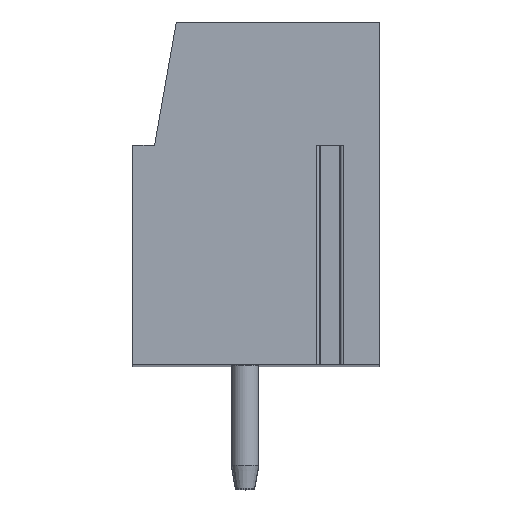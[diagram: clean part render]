
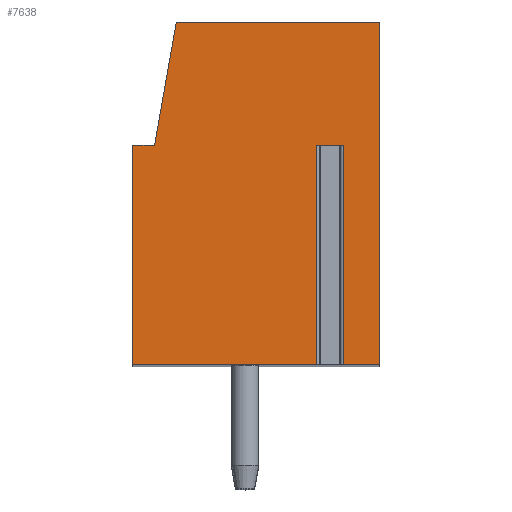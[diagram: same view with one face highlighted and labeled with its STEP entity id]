
A CAD part, top view. The second image highlights one B-rep face of the part: STEP entity #7638.
In plain terms, the highlighted planar face has unit normal (0, 0, 1).
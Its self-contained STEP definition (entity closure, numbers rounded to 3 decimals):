
#20=DIRECTION('',(-1.,0.,0.));
#21=VECTOR('',#20,0.958);
#22=CARTESIAN_POINT('',(3.179,1.75,32.5));
#23=LINE('',#22,#21);
#24=DIRECTION('',(0.,-1.,0.));
#25=VECTOR('',#24,8.);
#26=CARTESIAN_POINT('',(2.221,1.75,32.5));
#27=LINE('',#26,#25);
#28=DIRECTION('',(1.,0.,0.));
#29=VECTOR('',#28,6.721);
#30=CARTESIAN_POINT('',(-4.5,-6.25,32.5));
#31=LINE('',#30,#29);
#32=DIRECTION('',(0.,-1.,0.));
#33=VECTOR('',#32,8.);
#34=CARTESIAN_POINT('',(-4.5,1.75,32.5));
#35=LINE('',#34,#33);
#36=DIRECTION('',(-1.,0.,0.));
#37=VECTOR('',#36,0.8);
#38=CARTESIAN_POINT('',(-3.7,1.75,32.5));
#39=LINE('',#38,#37);
#40=DIRECTION('',(-0.174,-0.985,0.));
#41=VECTOR('',#40,4.569);
#42=CARTESIAN_POINT('',(-2.907,6.25,32.5));
#43=LINE('',#42,#41);
#44=DIRECTION('',(-1.,0.,0.));
#45=VECTOR('',#44,7.407);
#46=CARTESIAN_POINT('',(4.5,6.25,32.5));
#47=LINE('',#46,#45);
#48=DIRECTION('',(0.,1.,0.));
#49=VECTOR('',#48,12.5);
#50=CARTESIAN_POINT('',(4.5,-6.25,32.5));
#51=LINE('',#50,#49);
#52=DIRECTION('',(1.,0.,0.));
#53=VECTOR('',#52,1.321);
#54=CARTESIAN_POINT('',(3.179,-6.25,32.5));
#55=LINE('',#54,#53);
#56=DIRECTION('',(0.,-1.,0.));
#57=VECTOR('',#56,8.);
#58=CARTESIAN_POINT('',(3.179,1.75,32.5));
#59=LINE('',#58,#57);
#6026=CARTESIAN_POINT('',(-2.907,6.25,32.5));
#6027=CARTESIAN_POINT('',(-3.7,1.75,32.5));
#6028=VERTEX_POINT('',#6026);
#6029=VERTEX_POINT('',#6027);
#6030=CARTESIAN_POINT('',(-4.5,1.75,32.5));
#6031=VERTEX_POINT('',#6030);
#6032=CARTESIAN_POINT('',(-4.5,-6.25,32.5));
#6033=VERTEX_POINT('',#6032);
#6034=CARTESIAN_POINT('',(4.5,-6.25,32.5));
#6035=CARTESIAN_POINT('',(4.5,6.25,32.5));
#6036=VERTEX_POINT('',#6034);
#6037=VERTEX_POINT('',#6035);
#6094=CARTESIAN_POINT('',(3.179,1.75,32.5));
#6095=CARTESIAN_POINT('',(2.221,1.75,32.5));
#6096=VERTEX_POINT('',#6094);
#6097=VERTEX_POINT('',#6095);
#6098=CARTESIAN_POINT('',(3.179,-6.25,32.5));
#6099=VERTEX_POINT('',#6098);
#6100=CARTESIAN_POINT('',(2.221,-6.25,32.5));
#6101=VERTEX_POINT('',#6100);
#7611=CARTESIAN_POINT('',(0.,0.,32.5));
#7612=DIRECTION('',(0.,0.,1.));
#7613=DIRECTION('',(1.,0.,0.));
#7614=AXIS2_PLACEMENT_3D('',#7611,#7612,#7613);
#7615=PLANE('',#7614);
#7617=ORIENTED_EDGE('',*,*,#7616,.T.);
#7619=ORIENTED_EDGE('',*,*,#7618,.T.);
#7621=ORIENTED_EDGE('',*,*,#7620,.F.);
#7623=ORIENTED_EDGE('',*,*,#7622,.F.);
#7625=ORIENTED_EDGE('',*,*,#7624,.F.);
#7627=ORIENTED_EDGE('',*,*,#7626,.F.);
#7629=ORIENTED_EDGE('',*,*,#7628,.F.);
#7631=ORIENTED_EDGE('',*,*,#7630,.F.);
#7633=ORIENTED_EDGE('',*,*,#7632,.F.);
#7635=ORIENTED_EDGE('',*,*,#7634,.F.);
#7636=EDGE_LOOP('',(#7617,#7619,#7621,#7623,#7625,#7627,#7629,#7631,#7633,
#7635));
#7637=FACE_OUTER_BOUND('',#7636,.F.);
#7616=EDGE_CURVE('',#6096,#6097,#23,.T.);
#7618=EDGE_CURVE('',#6097,#6101,#27,.T.);
#7620=EDGE_CURVE('',#6033,#6101,#31,.T.);
#7622=EDGE_CURVE('',#6031,#6033,#35,.T.);
#7624=EDGE_CURVE('',#6029,#6031,#39,.T.);
#7626=EDGE_CURVE('',#6028,#6029,#43,.T.);
#7628=EDGE_CURVE('',#6037,#6028,#47,.T.);
#7630=EDGE_CURVE('',#6036,#6037,#51,.T.);
#7632=EDGE_CURVE('',#6099,#6036,#55,.T.);
#7634=EDGE_CURVE('',#6096,#6099,#59,.T.);
#7638=ADVANCED_FACE('',(#7637),#7615,.T.);
